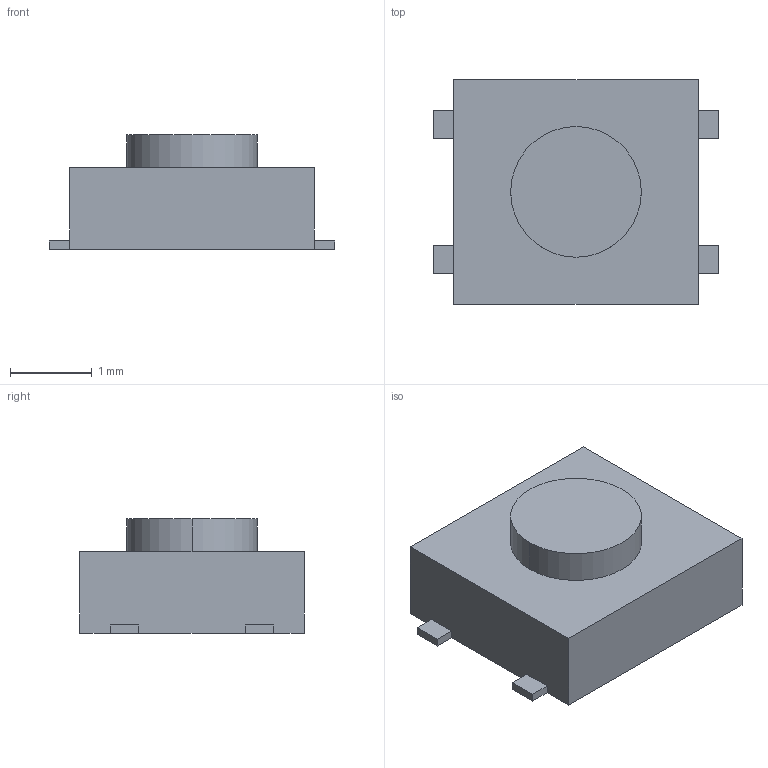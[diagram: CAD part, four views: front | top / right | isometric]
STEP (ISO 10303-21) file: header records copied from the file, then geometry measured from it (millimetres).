
FILE_DESCRIPTION (( 'STEP AP214' ), '1' );
FILE_NAME ('TPS850.STEP', '2022-12-16T14:43:43', ( 'Zhukovsky' ), ( '' ), 'SwSTEP 2.0', 'SolidWorks 2017', '' );
FILE_SCHEMA (( 'AUTOMOTIVE_DESIGN' ));
Length unit declared in the file: millimetre
Products named in the file (1): TPS850
Bounding box: 3.5 x 2.75 x 1.4 mm (x, y, z)
Volume: 9.1 mm3; surface area: 36.3 mm2
Topology: 6 solids, 6 shells, 50 faces, 114 edges, 76 vertices
Faces by surface type: plane 48, cylinder 2
Entity records: 1769 total; most frequent: CARTESIAN_POINT 241, ORIENTED_EDGE 228, DIRECTION 220, EDGE_CURVE 114, LINE 110, VECTOR 110, VERTEX_POINT 76, AXIS2_PLACEMENT_3D 55
